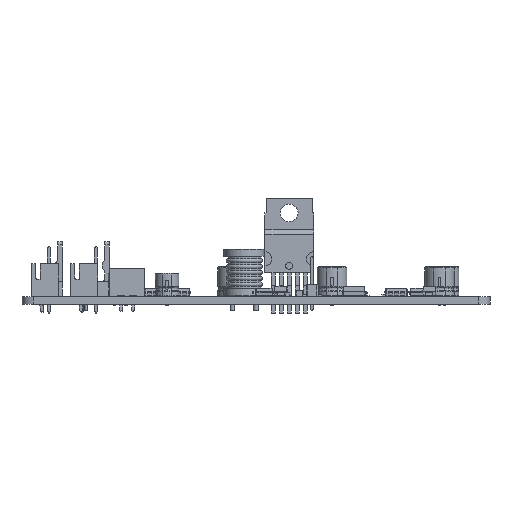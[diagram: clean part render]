
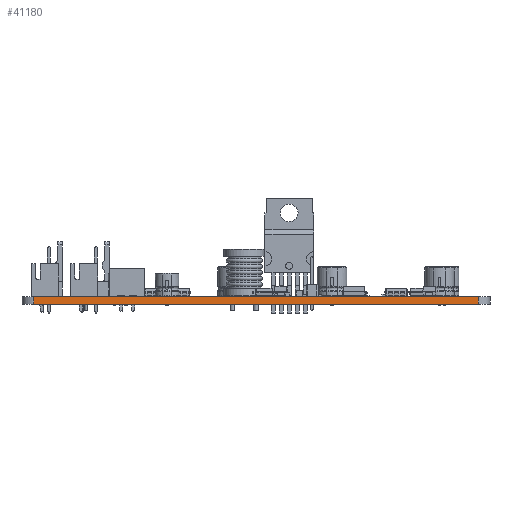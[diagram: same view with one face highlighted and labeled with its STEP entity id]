
A CAD part, left-side view. The second image highlights one B-rep face of the part: STEP entity #41180.
In plain terms, the highlighted planar face has unit normal (-1, 0, 0).
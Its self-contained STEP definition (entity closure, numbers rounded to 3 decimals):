
#37150 = VERTEX_POINT('',#37151);
#37151 = CARTESIAN_POINT('',(76.,-147.75,0.));
#37158 = EDGE_CURVE('',#37150,#37159,#37161,.T.);
#37159 = VERTEX_POINT('',#37160);
#37160 = CARTESIAN_POINT('',(76.,-52.75,0.));
#37161 = LINE('',#37162,#37163);
#37162 = CARTESIAN_POINT('',(76.,-147.75,0.));
#37163 = VECTOR('',#37164,1.);
#37164 = DIRECTION('',(0.,1.,0.));
#39160 = VERTEX_POINT('',#39161);
#39161 = CARTESIAN_POINT('',(76.,-147.75,1.606));
#39168 = EDGE_CURVE('',#39160,#39169,#39171,.T.);
#39169 = VERTEX_POINT('',#39170);
#39170 = CARTESIAN_POINT('',(76.,-52.75,1.606));
#39171 = LINE('',#39172,#39173);
#39172 = CARTESIAN_POINT('',(76.,-147.75,1.606));
#39173 = VECTOR('',#39174,1.);
#39174 = DIRECTION('',(0.,1.,0.));
#41150 = EDGE_CURVE('',#37159,#39169,#41151,.T.);
#41151 = LINE('',#41152,#41153);
#41152 = CARTESIAN_POINT('',(76.,-52.75,0.));
#41153 = VECTOR('',#41154,1.);
#41154 = DIRECTION('',(0.,0.,1.));
#41180 = ADVANCED_FACE('',(#41181),#41192,.T.);
#41181 = FACE_BOUND('',#41182,.T.);
#41182 = EDGE_LOOP('',(#41183,#41189,#41190,#41191));
#41183 = ORIENTED_EDGE('',*,*,#41184,.T.);
#41184 = EDGE_CURVE('',#37150,#39160,#41185,.T.);
#41185 = LINE('',#41186,#41187);
#41186 = CARTESIAN_POINT('',(76.,-147.75,0.));
#41187 = VECTOR('',#41188,1.);
#41188 = DIRECTION('',(0.,0.,1.));
#41189 = ORIENTED_EDGE('',*,*,#39168,.T.);
#41190 = ORIENTED_EDGE('',*,*,#41150,.F.);
#41191 = ORIENTED_EDGE('',*,*,#37158,.F.);
#41192 = PLANE('',#41193);
#41193 = AXIS2_PLACEMENT_3D('',#41194,#41195,#41196);
#41194 = CARTESIAN_POINT('',(76.,-147.75,0.));
#41195 = DIRECTION('',(-1.,0.,0.));
#41196 = DIRECTION('',(0.,1.,0.));
